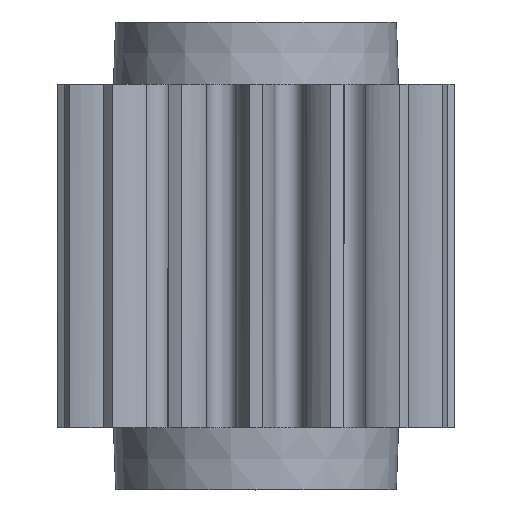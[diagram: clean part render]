
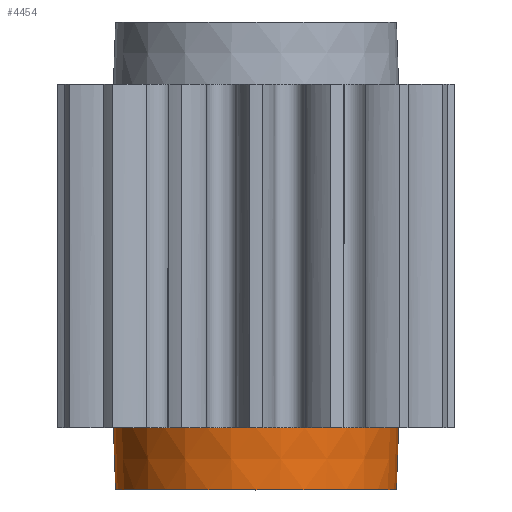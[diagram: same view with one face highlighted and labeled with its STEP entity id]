
A CAD part, front view. The second image highlights one B-rep face of the part: STEP entity #4454.
In plain terms, the highlighted conical face has half-angle 2 degrees and reference radius 4.57 mm.
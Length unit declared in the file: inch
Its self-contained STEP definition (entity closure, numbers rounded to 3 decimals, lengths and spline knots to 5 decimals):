
#115 = CIRCLE ( 'NONE', #786, 0.17992 ) ;
#210 = CARTESIAN_POINT ( 'NONE',  ( 0.17717, 0., -0.29528 ) ) ;
#239 = AXIS2_PLACEMENT_3D ( 'NONE', #1535, #5463, #6025 ) ;
#786 = AXIS2_PLACEMENT_3D ( 'NONE', #1785, #6304, #1844 ) ;
#1178 = VERTEX_POINT ( 'NONE', #6845 ) ;
#1246 = VERTEX_POINT ( 'NONE', #1990 ) ;
#1535 = CARTESIAN_POINT ( 'NONE',  ( 0., 0., -0.29528 ) ) ;
#1681 = VECTOR ( 'NONE', #2068, 39.37008 ) ;
#1705 = EDGE_CURVE ( 'NONE', #1178, #5351, #7208, .T. ) ;
#1785 = CARTESIAN_POINT ( 'NONE',  ( 0., 0., -0.21654 ) ) ;
#1844 = DIRECTION ( 'NONE',  ( 1., 0., 0. ) ) ;
#1859 = LINE ( 'NONE', #2749, #6394 ) ;
#1990 = CARTESIAN_POINT ( 'NONE',  ( -0.17992, 0., -0.21654 ) ) ;
#2068 = DIRECTION ( 'NONE',  ( -0.035, 0., 0.999 ) ) ;
#2405 = EDGE_LOOP ( 'NONE', ( #2861, #4304, #5124, #2942 ) ) ;
#2749 = CARTESIAN_POINT ( 'NONE',  ( 0.17992, 0., -0.21654 ) ) ;
#2861 = ORIENTED_EDGE ( 'NONE', *, *, #2959, .F. ) ;
#2942 = ORIENTED_EDGE ( 'NONE', *, *, #5194, .T. ) ;
#2959 = EDGE_CURVE ( 'NONE', #1178, #1246, #3160, .T. ) ;
#3160 = LINE ( 'NONE', #6610, #1681 ) ;
#4091 = DIRECTION ( 'NONE',  ( 1., 0., 0. ) ) ;
#4304 = ORIENTED_EDGE ( 'NONE', *, *, #1705, .T. ) ;
#4454 = ADVANCED_FACE ( 'NONE', ( #6485 ), #4985, .T. ) ;
#4669 = EDGE_CURVE ( 'NONE', #5351, #6005, #1859, .T. ) ;
#4985 = CONICAL_SURFACE ( 'NONE', #5302, 0.17992, 0.035 ) ;
#5124 = ORIENTED_EDGE ( 'NONE', *, *, #4669, .T. ) ;
#5194 = EDGE_CURVE ( 'NONE', #6005, #1246, #115, .T. ) ;
#5265 = CARTESIAN_POINT ( 'NONE',  ( 0., 0., -0.21654 ) ) ;
#5302 = AXIS2_PLACEMENT_3D ( 'NONE', #5265, #5714, #4091 ) ;
#5351 = VERTEX_POINT ( 'NONE', #210 ) ;
#5463 = DIRECTION ( 'NONE',  ( 0., 0., 1. ) ) ;
#5554 = DIRECTION ( 'NONE',  ( 0.035, 0., 0.999 ) ) ;
#5714 = DIRECTION ( 'NONE',  ( 0., 0., 1. ) ) ;
#6005 = VERTEX_POINT ( 'NONE', #6144 ) ;
#6025 = DIRECTION ( 'NONE',  ( 1., 0., 0. ) ) ;
#6144 = CARTESIAN_POINT ( 'NONE',  ( 0.17992, 0., -0.21654 ) ) ;
#6304 = DIRECTION ( 'NONE',  ( 0., 0., -1. ) ) ;
#6394 = VECTOR ( 'NONE', #5554, 39.37008 ) ;
#6485 = FACE_OUTER_BOUND ( 'NONE', #2405, .T. ) ;
#6610 = CARTESIAN_POINT ( 'NONE',  ( -0.17992, 0., -0.21654 ) ) ;
#6845 = CARTESIAN_POINT ( 'NONE',  ( -0.17717, 0., -0.29528 ) ) ;
#7208 = CIRCLE ( 'NONE', #239, 0.17717 ) ;
